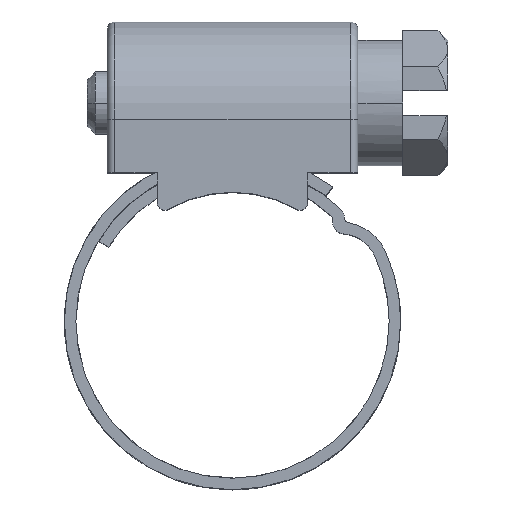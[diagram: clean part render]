
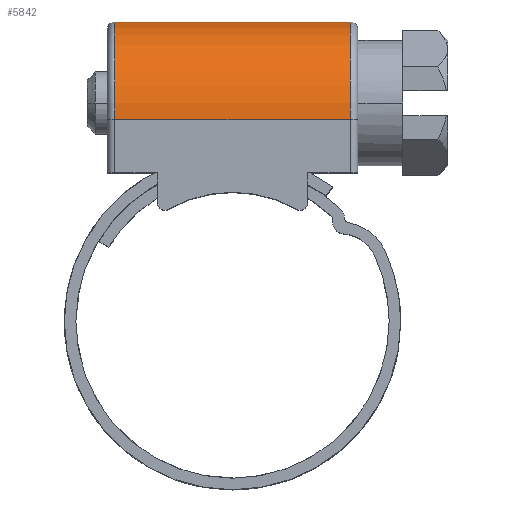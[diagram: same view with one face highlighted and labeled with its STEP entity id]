
A CAD part, top view. The second image highlights one B-rep face of the part: STEP entity #5842.
In plain terms, the highlighted cylindrical face has radius 4.953 mm (diameter 9.906 mm), a partial arc.
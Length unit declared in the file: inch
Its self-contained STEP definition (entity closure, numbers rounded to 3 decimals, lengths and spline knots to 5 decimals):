
#229 = ORIENTED_EDGE ( 'NONE', *, *, #4390, .T. ) ;
#246 = CARTESIAN_POINT ( 'NONE',  ( -0.235, 0.4029, -0.195 ) ) ;
#345 = AXIS2_PLACEMENT_3D ( 'NONE', #9084, #3961, #9969 ) ;
#516 = VERTEX_POINT ( 'NONE', #7109 ) ;
#652 = DIRECTION ( 'NONE',  ( -1., 0., 0. ) ) ;
#1636 = CIRCLE ( 'NONE', #4835, 0.195 ) ;
#1667 = VERTEX_POINT ( 'NONE', #2674 ) ;
#1676 = ORIENTED_EDGE ( 'NONE', *, *, #5319, .F. ) ;
#2487 = VECTOR ( 'NONE', #7644, 39.37008 ) ;
#2674 = CARTESIAN_POINT ( 'NONE',  ( 0.235, 0.4029, 0.195 ) ) ;
#2764 = CARTESIAN_POINT ( 'NONE',  ( -0.235, 0.4029, 0.195 ) ) ;
#2776 = EDGE_CURVE ( 'NONE', #1667, #516, #1636, .T. ) ;
#3086 = DIRECTION ( 'NONE',  ( 0., 0., -1. ) ) ;
#3175 = AXIS2_PLACEMENT_3D ( 'NONE', #7408, #8265, #3086 ) ;
#3961 = DIRECTION ( 'NONE',  ( 1., 0., 0. ) ) ;
#4123 = VERTEX_POINT ( 'NONE', #246 ) ;
#4157 = EDGE_LOOP ( 'NONE', ( #5875, #8402, #1676, #229 ) ) ;
#4390 = EDGE_CURVE ( 'NONE', #4123, #8306, #10414, .T. ) ;
#4835 = AXIS2_PLACEMENT_3D ( 'NONE', #6030, #652, #6879 ) ;
#4885 = LINE ( 'NONE', #5066, #2487 ) ;
#5066 = CARTESIAN_POINT ( 'NONE',  ( -0.25, 0.4029, -0.195 ) ) ;
#5115 = DIRECTION ( 'NONE',  ( 1., 0., 0. ) ) ;
#5319 = EDGE_CURVE ( 'NONE', #4123, #516, #4885, .T. ) ;
#5842 = ADVANCED_FACE ( 'NONE', ( #9845 ), #9564, .T. ) ;
#5875 = ORIENTED_EDGE ( 'NONE', *, *, #6817, .T. ) ;
#6030 = CARTESIAN_POINT ( 'NONE',  ( 0.235, 0.4029, 0. ) ) ;
#6817 = EDGE_CURVE ( 'NONE', #8306, #1667, #9157, .T. ) ;
#6879 = DIRECTION ( 'NONE',  ( 0., 0., 1. ) ) ;
#7109 = CARTESIAN_POINT ( 'NONE',  ( 0.235, 0.4029, -0.195 ) ) ;
#7138 = VECTOR ( 'NONE', #5115, 39.37008 ) ;
#7408 = CARTESIAN_POINT ( 'NONE',  ( -0.25, 0.4029, 0. ) ) ;
#7644 = DIRECTION ( 'NONE',  ( 1., 0., 0. ) ) ;
#8265 = DIRECTION ( 'NONE',  ( 1., 0., 0. ) ) ;
#8306 = VERTEX_POINT ( 'NONE', #2764 ) ;
#8402 = ORIENTED_EDGE ( 'NONE', *, *, #2776, .T. ) ;
#9084 = CARTESIAN_POINT ( 'NONE',  ( -0.235, 0.4029, 0. ) ) ;
#9157 = LINE ( 'NONE', #10277, #7138 ) ;
#9564 = CYLINDRICAL_SURFACE ( 'NONE', #3175, 0.195 ) ;
#9845 = FACE_OUTER_BOUND ( 'NONE', #4157, .T. ) ;
#9969 = DIRECTION ( 'NONE',  ( 0., 0., 1. ) ) ;
#10277 = CARTESIAN_POINT ( 'NONE',  ( -0.25, 0.4029, 0.195 ) ) ;
#10414 = CIRCLE ( 'NONE', #345, 0.195 ) ;
